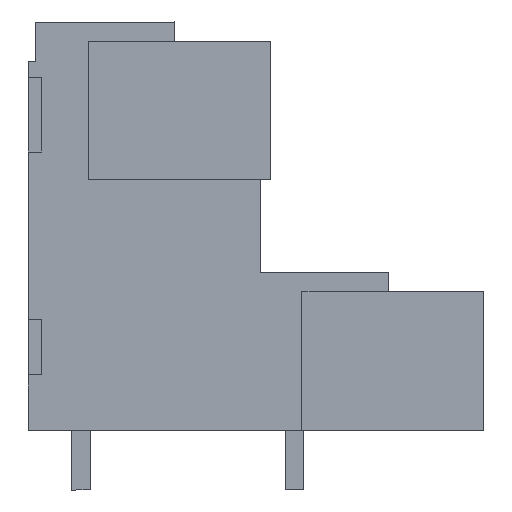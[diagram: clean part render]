
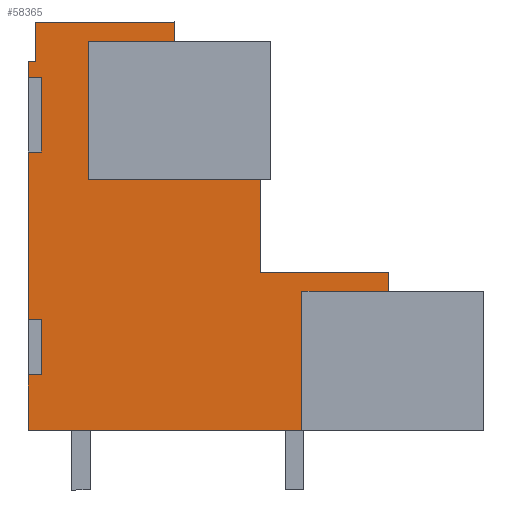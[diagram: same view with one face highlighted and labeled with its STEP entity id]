
A CAD part, left-side view. The second image highlights one B-rep face of the part: STEP entity #58365.
In plain terms, the highlighted planar face has unit normal (-1, 0, 0).
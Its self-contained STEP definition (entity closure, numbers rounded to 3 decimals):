
#58284=AXIS2_PLACEMENT_3D('Plane Axis2P3D',#58281,#58282,#58283) ;
#303=CARTESIAN_POINT('Vertex',(0.7,24.55,23.09)) ;
#1659=CARTESIAN_POINT('Vertex',(0.7,24.55,9.2)) ;
#1662=CARTESIAN_POINT('Line Origine',(0.7,24.55,13.7)) ;
#1666=CARTESIAN_POINT('Vertex',(0.7,24.55,18.2)) ;
#1687=CARTESIAN_POINT('Vertex',(0.7,24.55,22.2)) ;
#1690=CARTESIAN_POINT('Line Origine',(0.7,24.55,22.645)) ;
#2724=CARTESIAN_POINT('Line Origine',(0.7,24.35,23.09)) ;
#2728=CARTESIAN_POINT('Vertex',(0.7,24.15,23.09)) ;
#3509=CARTESIAN_POINT('Vertex',(0.7,16.65,25.2)) ;
#4181=CARTESIAN_POINT('Vertex',(0.7,24.15,25.2)) ;
#4184=CARTESIAN_POINT('Line Origine',(0.7,20.4,25.2)) ;
#4301=CARTESIAN_POINT('Vertex',(0.7,16.65,24.175)) ;
#4304=CARTESIAN_POINT('Line Origine',(0.7,16.65,24.687)) ;
#4370=CARTESIAN_POINT('Line Origine',(0.7,18.975,24.175)) ;
#4374=CARTESIAN_POINT('Vertex',(0.7,21.3,24.175)) ;
#5173=CARTESIAN_POINT('Vertex',(0.7,12.05,16.725)) ;
#5201=CARTESIAN_POINT('Vertex',(0.7,21.3,16.725)) ;
#5204=CARTESIAN_POINT('Line Origine',(0.7,16.675,16.725)) ;
#5229=CARTESIAN_POINT('Vertex',(0.7,12.05,11.7)) ;
#5232=CARTESIAN_POINT('Line Origine',(0.7,12.05,14.212)) ;
#5253=CARTESIAN_POINT('Vertex',(0.7,5.15,11.7)) ;
#5256=CARTESIAN_POINT('Line Origine',(0.7,8.6,11.7)) ;
#5277=CARTESIAN_POINT('Vertex',(0.7,5.15,10.7)) ;
#5280=CARTESIAN_POINT('Line Origine',(0.7,5.15,11.2)) ;
#5346=CARTESIAN_POINT('Line Origine',(0.7,7.475,10.7)) ;
#5350=CARTESIAN_POINT('Vertex',(0.7,9.8,10.7)) ;
#6219=CARTESIAN_POINT('Vertex',(0.7,9.8,3.2)) ;
#6222=CARTESIAN_POINT('Line Origine',(0.7,17.175,3.2)) ;
#6226=CARTESIAN_POINT('Vertex',(0.7,24.55,3.2)) ;
#58269=CARTESIAN_POINT('Line Origine',(0.7,21.3,20.45)) ;
#58281=CARTESIAN_POINT('Axis2P3D Location',(0.7,24.15,3.2)) ;
#58286=CARTESIAN_POINT('Line Origine',(0.7,24.2,9.2)) ;
#58290=CARTESIAN_POINT('Vertex',(0.7,23.85,9.2)) ;
#58293=CARTESIAN_POINT('Line Origine',(0.7,23.85,7.7)) ;
#58297=CARTESIAN_POINT('Vertex',(0.7,23.85,6.2)) ;
#58300=CARTESIAN_POINT('Line Origine',(0.7,24.2,6.2)) ;
#58304=CARTESIAN_POINT('Vertex',(0.7,24.55,6.2)) ;
#58307=CARTESIAN_POINT('Line Origine',(0.7,24.55,4.7)) ;
#58312=CARTESIAN_POINT('Line Origine',(0.7,9.8,6.95)) ;
#58317=CARTESIAN_POINT('Line Origine',(0.7,24.15,24.145)) ;
#58322=CARTESIAN_POINT('Line Origine',(0.7,24.2,22.2)) ;
#58326=CARTESIAN_POINT('Vertex',(0.7,23.85,22.2)) ;
#58329=CARTESIAN_POINT('Line Origine',(0.7,23.85,20.2)) ;
#58333=CARTESIAN_POINT('Vertex',(0.7,23.85,18.2)) ;
#58336=CARTESIAN_POINT('Line Origine',(0.7,24.2,18.2)) ;
#1663=DIRECTION('Vector Direction',(0.,0.,-1.)) ;
#1691=DIRECTION('Vector Direction',(0.,0.,-1.)) ;
#2725=DIRECTION('Vector Direction',(0.,-1.,0.)) ;
#4185=DIRECTION('Vector Direction',(0.,-1.,0.)) ;
#4305=DIRECTION('Vector Direction',(0.,0.,1.)) ;
#4371=DIRECTION('Vector Direction',(0.,1.,0.)) ;
#5205=DIRECTION('Vector Direction',(0.,1.,0.)) ;
#5233=DIRECTION('Vector Direction',(0.,0.,1.)) ;
#5257=DIRECTION('Vector Direction',(0.,1.,0.)) ;
#5281=DIRECTION('Vector Direction',(0.,0.,1.)) ;
#5347=DIRECTION('Vector Direction',(0.,1.,0.)) ;
#6223=DIRECTION('Vector Direction',(0.,-1.,0.)) ;
#58270=DIRECTION('Vector Direction',(0.,0.,-1.)) ;
#58282=DIRECTION('Axis2P3D Direction',(-1.,0.,0.)) ;
#58283=DIRECTION('Axis2P3D XDirection',(0.,1.,0.)) ;
#58287=DIRECTION('Vector Direction',(0.,-1.,0.)) ;
#58294=DIRECTION('Vector Direction',(0.,0.,1.)) ;
#58301=DIRECTION('Vector Direction',(0.,-1.,0.)) ;
#58308=DIRECTION('Vector Direction',(0.,0.,-1.)) ;
#58313=DIRECTION('Vector Direction',(0.,0.,-1.)) ;
#58318=DIRECTION('Vector Direction',(0.,0.,1.)) ;
#58323=DIRECTION('Vector Direction',(0.,-1.,0.)) ;
#58330=DIRECTION('Vector Direction',(0.,0.,1.)) ;
#58337=DIRECTION('Vector Direction',(0.,-1.,0.)) ;
#1664=VECTOR('Line Direction',#1663,1.) ;
#1692=VECTOR('Line Direction',#1691,1.) ;
#2726=VECTOR('Line Direction',#2725,1.) ;
#4186=VECTOR('Line Direction',#4185,1.) ;
#4306=VECTOR('Line Direction',#4305,1.) ;
#4372=VECTOR('Line Direction',#4371,1.) ;
#5206=VECTOR('Line Direction',#5205,1.) ;
#5234=VECTOR('Line Direction',#5233,1.) ;
#5258=VECTOR('Line Direction',#5257,1.) ;
#5282=VECTOR('Line Direction',#5281,1.) ;
#5348=VECTOR('Line Direction',#5347,1.) ;
#6224=VECTOR('Line Direction',#6223,1.) ;
#58271=VECTOR('Line Direction',#58270,1.) ;
#58288=VECTOR('Line Direction',#58287,1.) ;
#58295=VECTOR('Line Direction',#58294,1.) ;
#58302=VECTOR('Line Direction',#58301,1.) ;
#58309=VECTOR('Line Direction',#58308,1.) ;
#58314=VECTOR('Line Direction',#58313,1.) ;
#58319=VECTOR('Line Direction',#58318,1.) ;
#58324=VECTOR('Line Direction',#58323,1.) ;
#58331=VECTOR('Line Direction',#58330,1.) ;
#58338=VECTOR('Line Direction',#58337,1.) ;
#58342=ORIENTED_EDGE('',*,*,#1668,.T.) ;
#58343=ORIENTED_EDGE('',*,*,#58292,.T.) ;
#58344=ORIENTED_EDGE('',*,*,#58299,.F.) ;
#58345=ORIENTED_EDGE('',*,*,#58306,.F.) ;
#58346=ORIENTED_EDGE('',*,*,#58311,.T.) ;
#58347=ORIENTED_EDGE('',*,*,#6228,.T.) ;
#58348=ORIENTED_EDGE('',*,*,#58316,.F.) ;
#58349=ORIENTED_EDGE('',*,*,#5352,.F.) ;
#58350=ORIENTED_EDGE('',*,*,#5284,.T.) ;
#58351=ORIENTED_EDGE('',*,*,#5260,.T.) ;
#58352=ORIENTED_EDGE('',*,*,#5236,.T.) ;
#58353=ORIENTED_EDGE('',*,*,#5208,.T.) ;
#58354=ORIENTED_EDGE('',*,*,#58273,.F.) ;
#58355=ORIENTED_EDGE('',*,*,#4376,.F.) ;
#58356=ORIENTED_EDGE('',*,*,#4308,.T.) ;
#58357=ORIENTED_EDGE('',*,*,#4188,.F.) ;
#58358=ORIENTED_EDGE('',*,*,#58321,.F.) ;
#58359=ORIENTED_EDGE('',*,*,#2730,.F.) ;
#58360=ORIENTED_EDGE('',*,*,#1694,.T.) ;
#58361=ORIENTED_EDGE('',*,*,#58328,.T.) ;
#58362=ORIENTED_EDGE('',*,*,#58335,.F.) ;
#58363=ORIENTED_EDGE('',*,*,#58340,.F.) ;
#58365=ADVANCED_FACE('HOUSING',(#58364),#58285,.T.) ;
#1668=EDGE_CURVE('',#1667,#1660,#1665,.T.) ;
#1694=EDGE_CURVE('',#304,#1688,#1693,.T.) ;
#2730=EDGE_CURVE('',#304,#2729,#2727,.T.) ;
#4188=EDGE_CURVE('',#4182,#3510,#4187,.T.) ;
#4308=EDGE_CURVE('',#4302,#3510,#4307,.T.) ;
#4376=EDGE_CURVE('',#4302,#4375,#4373,.T.) ;
#5208=EDGE_CURVE('',#5174,#5202,#5207,.T.) ;
#5236=EDGE_CURVE('',#5230,#5174,#5235,.T.) ;
#5260=EDGE_CURVE('',#5254,#5230,#5259,.T.) ;
#5284=EDGE_CURVE('',#5278,#5254,#5283,.T.) ;
#5352=EDGE_CURVE('',#5278,#5351,#5349,.T.) ;
#6228=EDGE_CURVE('',#6227,#6220,#6225,.T.) ;
#58273=EDGE_CURVE('',#4375,#5202,#58272,.T.) ;
#58292=EDGE_CURVE('',#1660,#58291,#58289,.T.) ;
#58299=EDGE_CURVE('',#58298,#58291,#58296,.T.) ;
#58306=EDGE_CURVE('',#58305,#58298,#58303,.T.) ;
#58311=EDGE_CURVE('',#58305,#6227,#58310,.T.) ;
#58316=EDGE_CURVE('',#5351,#6220,#58315,.T.) ;
#58321=EDGE_CURVE('',#2729,#4182,#58320,.T.) ;
#58328=EDGE_CURVE('',#1688,#58327,#58325,.T.) ;
#58335=EDGE_CURVE('',#58334,#58327,#58332,.T.) ;
#58340=EDGE_CURVE('',#1667,#58334,#58339,.T.) ;
#58341=EDGE_LOOP('',(#58342,#58343,#58344,#58345,#58346,#58347,#58348,#58349,#58350,#58351,#58352,#58353,#58354,#58355,#58356,#58357,#58358,#58359,#58360,#58361,#58362,#58363)) ;
#58364=FACE_OUTER_BOUND('',#58341,.T.) ;
#1665=LINE('Line',#1662,#1664) ;
#1693=LINE('Line',#1690,#1692) ;
#2727=LINE('Line',#2724,#2726) ;
#4187=LINE('Line',#4184,#4186) ;
#4307=LINE('Line',#4304,#4306) ;
#4373=LINE('Line',#4370,#4372) ;
#5207=LINE('Line',#5204,#5206) ;
#5235=LINE('Line',#5232,#5234) ;
#5259=LINE('Line',#5256,#5258) ;
#5283=LINE('Line',#5280,#5282) ;
#5349=LINE('Line',#5346,#5348) ;
#6225=LINE('Line',#6222,#6224) ;
#58272=LINE('Line',#58269,#58271) ;
#58289=LINE('Line',#58286,#58288) ;
#58296=LINE('Line',#58293,#58295) ;
#58303=LINE('Line',#58300,#58302) ;
#58310=LINE('Line',#58307,#58309) ;
#58315=LINE('Line',#58312,#58314) ;
#58320=LINE('Line',#58317,#58319) ;
#58325=LINE('Line',#58322,#58324) ;
#58332=LINE('Line',#58329,#58331) ;
#58339=LINE('Line',#58336,#58338) ;
#58285=PLANE('',#58284) ;
#304=VERTEX_POINT('',#303) ;
#1660=VERTEX_POINT('',#1659) ;
#1667=VERTEX_POINT('',#1666) ;
#1688=VERTEX_POINT('',#1687) ;
#2729=VERTEX_POINT('',#2728) ;
#3510=VERTEX_POINT('',#3509) ;
#4182=VERTEX_POINT('',#4181) ;
#4302=VERTEX_POINT('',#4301) ;
#4375=VERTEX_POINT('',#4374) ;
#5174=VERTEX_POINT('',#5173) ;
#5202=VERTEX_POINT('',#5201) ;
#5230=VERTEX_POINT('',#5229) ;
#5254=VERTEX_POINT('',#5253) ;
#5278=VERTEX_POINT('',#5277) ;
#5351=VERTEX_POINT('',#5350) ;
#6220=VERTEX_POINT('',#6219) ;
#6227=VERTEX_POINT('',#6226) ;
#58291=VERTEX_POINT('',#58290) ;
#58298=VERTEX_POINT('',#58297) ;
#58305=VERTEX_POINT('',#58304) ;
#58327=VERTEX_POINT('',#58326) ;
#58334=VERTEX_POINT('',#58333) ;
